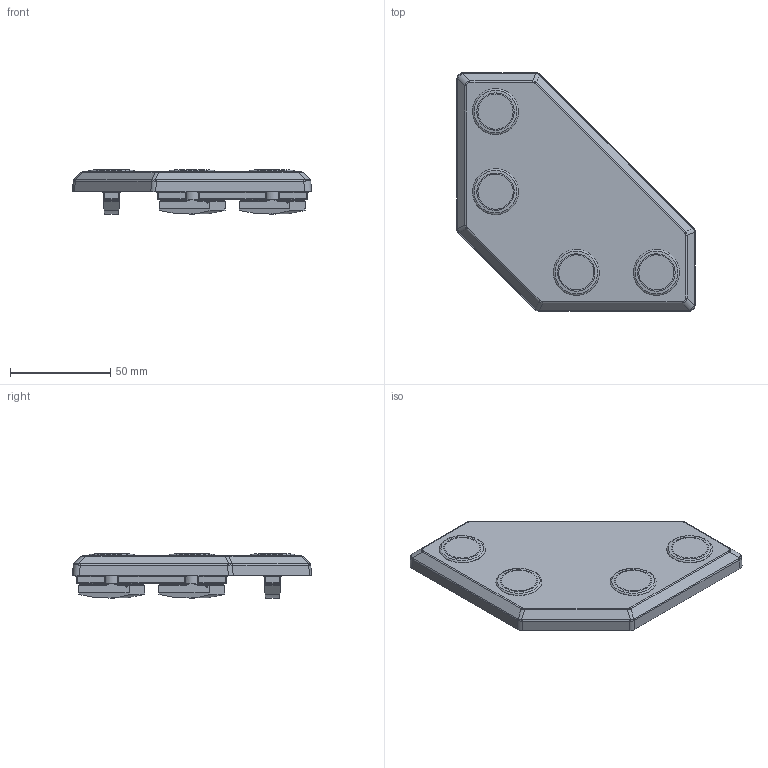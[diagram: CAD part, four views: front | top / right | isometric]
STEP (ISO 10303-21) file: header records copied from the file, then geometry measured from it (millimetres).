
FILE_DESCRIPTION(('STEP AP203'),'1');
FILE_NAME('FIXE08E4194.stp','2023-10-03T15:32:23',(' '),(' '),'Spatial InterOp 3D',' ',' ');
FILE_SCHEMA(('CONFIG_CONTROL_DESIGN'));
Length unit declared in the file: millimetre
Products named in the file (5): Plaque autoMATIQUE 8 120x120 Al; cache; vis; ecrou; plaque 120x120
Assembly tree (13 placements, depth 2):
  Plaque autoMATIQUE 8 120x120 Al
    cache  x4
    vis  x4
    ecrou  x4
    plaque 120x120
Bounding box: 119.29 x 119.29 x 22.03 mm (x, y, z)
Volume: 104527.3 mm3; surface area: 38237.8 mm2
Topology: 13 solids, 13 shells, 1263 faces, 3138 edges, 1883 vertices
Faces by surface type: bspline 487, cylinder 252, plane 196, cone 136, revolution 112, torus 80
Full cylindrical faces by diameter (mm): 5 x4, 6.8 x4, 8 x4
Entity records: 33778 total; most frequent: CARTESIAN_POINT 18416, ORIENTED_EDGE 3224, DIRECTION 2304, EDGE_CURVE 1612, VERTEX_POINT 996, AXIS2_PLACEMENT_3D 949, EDGE_LOOP 772, FACE_OUTER_BOUND 722
